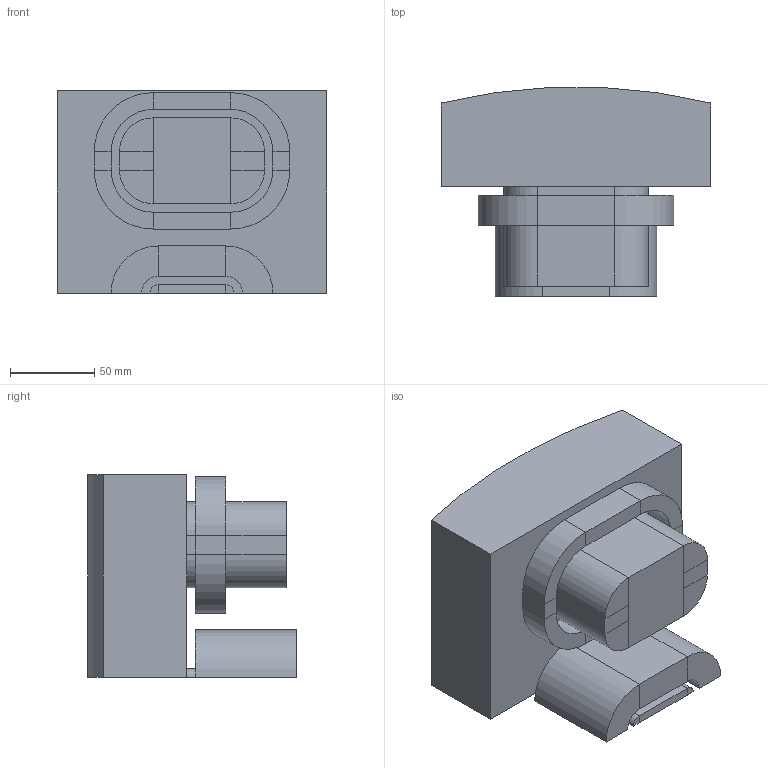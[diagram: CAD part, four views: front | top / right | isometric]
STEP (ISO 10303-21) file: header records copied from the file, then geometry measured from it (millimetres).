
FILE_DESCRIPTION(('STEP AP214'),'1');
FILE_NAME('SWLS_Sirius_Model2_step.step','2021-10-14T15:34:09',(' '),(' '),'Spatial InterOp 3D',' ',' ');
FILE_SCHEMA(('AUTOMOTIVE_DESIGN { 1 0 10303 214 1 1 1 1 }'));
Length unit declared in the file: millimetre
Products named in the file (1): Yoke
Bounding box: 160 x 123.79 x 120 mm (x, y, z)
Volume: 1491425.4 mm3; surface area: 162612.5 mm2
Topology: 22 solids, 22 shells, 126 faces, 246 edges, 164 vertices
Faces by surface type: plane 107, cylinder 19
Entity records: 3287 total; most frequent: DIRECTION 580, CARTESIAN_POINT 558, ORIENTED_EDGE 492, EDGE_CURVE 246, LINE 208, VECTOR 208, AXIS2_PLACEMENT_3D 186, VERTEX_POINT 164
